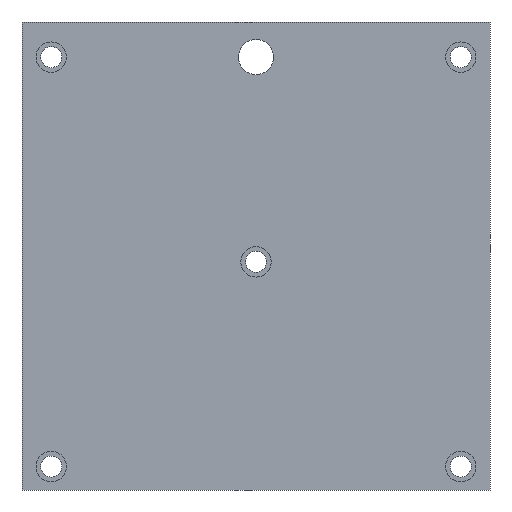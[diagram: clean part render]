
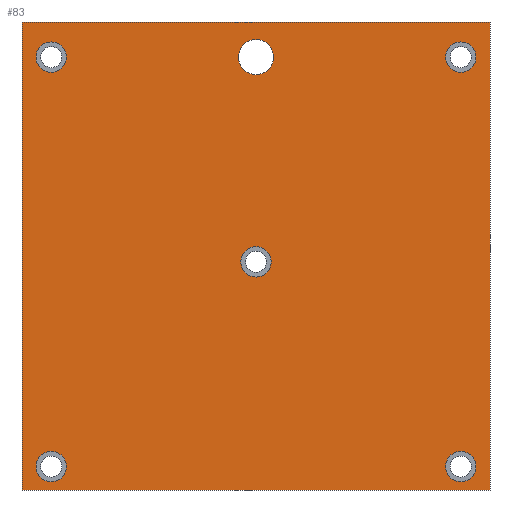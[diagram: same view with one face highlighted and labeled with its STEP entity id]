
A CAD part, front view. The second image highlights one B-rep face of the part: STEP entity #83.
In plain terms, the highlighted planar face has unit normal (0, -1, 0).
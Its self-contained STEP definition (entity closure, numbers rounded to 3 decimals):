
#83 = ADVANCED_FACE( '', ( #129, #130, #131, #132, #133, #134, #135 ), #136, .T. );
#129 = FACE_BOUND( '', #215, .T. );
#130 = FACE_BOUND( '', #216, .T. );
#131 = FACE_BOUND( '', #217, .T. );
#132 = FACE_BOUND( '', #218, .T. );
#133 = FACE_BOUND( '', #219, .T. );
#134 = FACE_BOUND( '', #220, .T. );
#135 = FACE_OUTER_BOUND( '', #221, .T. );
#136 = PLANE( '', #222 );
#215 = EDGE_LOOP( '', ( #332 ) );
#216 = EDGE_LOOP( '', ( #333 ) );
#217 = EDGE_LOOP( '', ( #334 ) );
#218 = EDGE_LOOP( '', ( #335 ) );
#219 = EDGE_LOOP( '', ( #336 ) );
#220 = EDGE_LOOP( '', ( #337 ) );
#221 = EDGE_LOOP( '', ( #338, #339, #340, #341 ) );
#222 = AXIS2_PLACEMENT_3D( '', #342, #343, #344 );
#332 = ORIENTED_EDGE( '', *, *, #454, .F. );
#333 = ORIENTED_EDGE( '', *, *, #455, .T. );
#334 = ORIENTED_EDGE( '', *, *, #456, .T. );
#335 = ORIENTED_EDGE( '', *, *, #457, .T. );
#336 = ORIENTED_EDGE( '', *, *, #458, .T. );
#337 = ORIENTED_EDGE( '', *, *, #459, .T. );
#338 = ORIENTED_EDGE( '', *, *, #432, .T. );
#339 = ORIENTED_EDGE( '', *, *, #441, .T. );
#340 = ORIENTED_EDGE( '', *, *, #444, .T. );
#341 = ORIENTED_EDGE( '', *, *, #447, .T. );
#342 = CARTESIAN_POINT( '', ( -200., -40., -200. ) );
#343 = DIRECTION( '', ( 0., -1., 0. ) );
#344 = DIRECTION( '', ( 0., 0., -1. ) );
#432 = EDGE_CURVE( '', #475, #473, #476, .T. );
#441 = EDGE_CURVE( '', #473, #486, #488, .T. );
#444 = EDGE_CURVE( '', #486, #491, #493, .T. );
#447 = EDGE_CURVE( '', #491, #475, #497, .T. );
#454 = EDGE_CURVE( '', #510, #510, #511, .T. );
#455 = EDGE_CURVE( '', #512, #512, #513, .T. );
#456 = EDGE_CURVE( '', #514, #514, #515, .T. );
#457 = EDGE_CURVE( '', #516, #516, #517, .T. );
#458 = EDGE_CURVE( '', #518, #518, #519, .T. );
#459 = EDGE_CURVE( '', #520, #520, #521, .T. );
#473 = VERTEX_POINT( '', #546 );
#475 = VERTEX_POINT( '', #549 );
#476 = LINE( '', #550, #551 );
#486 = VERTEX_POINT( '', #563 );
#488 = LINE( '', #566, #567 );
#491 = VERTEX_POINT( '', #571 );
#493 = LINE( '', #574, #575 );
#497 = LINE( '', #580, #581 );
#510 = VERTEX_POINT( '', #594 );
#511 = CIRCLE( '', #595, 15. );
#512 = VERTEX_POINT( '', #596 );
#513 = CIRCLE( '', #597, 13. );
#514 = VERTEX_POINT( '', #598 );
#515 = CIRCLE( '', #599, 13. );
#516 = VERTEX_POINT( '', #600 );
#517 = CIRCLE( '', #601, 13. );
#518 = VERTEX_POINT( '', #602 );
#519 = CIRCLE( '', #603, 13. );
#520 = VERTEX_POINT( '', #604 );
#521 = CIRCLE( '', #605, 13. );
#546 = CARTESIAN_POINT( '', ( -200., -40., -200. ) );
#549 = CARTESIAN_POINT( '', ( -200., -40., 200. ) );
#550 = CARTESIAN_POINT( '', ( -200., -40., 200. ) );
#551 = VECTOR( '', #628, 1000. );
#563 = CARTESIAN_POINT( '', ( 200., -40., -200. ) );
#566 = CARTESIAN_POINT( '', ( -200., -40., -200. ) );
#567 = VECTOR( '', #641, 1000. );
#571 = CARTESIAN_POINT( '', ( 200., -40., 200. ) );
#574 = CARTESIAN_POINT( '', ( 200., -40., -200. ) );
#575 = VECTOR( '', #644, 1000. );
#580 = CARTESIAN_POINT( '', ( 200., -40., 200. ) );
#581 = VECTOR( '', #649, 1000. );
#594 = CARTESIAN_POINT( '', ( 15., -40., 170. ) );
#595 = AXIS2_PLACEMENT_3D( '', #668, #669, #670 );
#596 = CARTESIAN_POINT( '', ( -175., -40., 157. ) );
#597 = AXIS2_PLACEMENT_3D( '', #671, #672, #673 );
#598 = CARTESIAN_POINT( '', ( 175., -40., -193. ) );
#599 = AXIS2_PLACEMENT_3D( '', #674, #675, #676 );
#600 = CARTESIAN_POINT( '', ( 175., -40., 157. ) );
#601 = AXIS2_PLACEMENT_3D( '', #677, #678, #679 );
#602 = CARTESIAN_POINT( '', ( 0., -40., -18. ) );
#603 = AXIS2_PLACEMENT_3D( '', #680, #681, #682 );
#604 = CARTESIAN_POINT( '', ( -175., -40., -193. ) );
#605 = AXIS2_PLACEMENT_3D( '', #683, #684, #685 );
#628 = DIRECTION( '', ( 0., 0., -1. ) );
#641 = DIRECTION( '', ( 1., 0., 0. ) );
#644 = DIRECTION( '', ( 0., 0., 1. ) );
#649 = DIRECTION( '', ( -1., 0., 0. ) );
#668 = CARTESIAN_POINT( '', ( 0., -40., 170. ) );
#669 = DIRECTION( '', ( 0., -1., 0. ) );
#670 = DIRECTION( '', ( 1., 0., 0. ) );
#671 = CARTESIAN_POINT( '', ( -175., -40., 170. ) );
#672 = DIRECTION( '', ( 0., 1., 0. ) );
#673 = DIRECTION( '', ( 0., 0., -1. ) );
#674 = CARTESIAN_POINT( '', ( 175., -40., -180. ) );
#675 = DIRECTION( '', ( 0., 1., 0. ) );
#676 = DIRECTION( '', ( 0., 0., -1. ) );
#677 = CARTESIAN_POINT( '', ( 175., -40., 170. ) );
#678 = DIRECTION( '', ( 0., 1., 0. ) );
#679 = DIRECTION( '', ( 0., 0., -1. ) );
#680 = CARTESIAN_POINT( '', ( 0., -40., -5. ) );
#681 = DIRECTION( '', ( 0., 1., 0. ) );
#682 = DIRECTION( '', ( 0., 0., -1. ) );
#683 = CARTESIAN_POINT( '', ( -175., -40., -180. ) );
#684 = DIRECTION( '', ( 0., 1., 0. ) );
#685 = DIRECTION( '', ( 0., 0., -1. ) );
